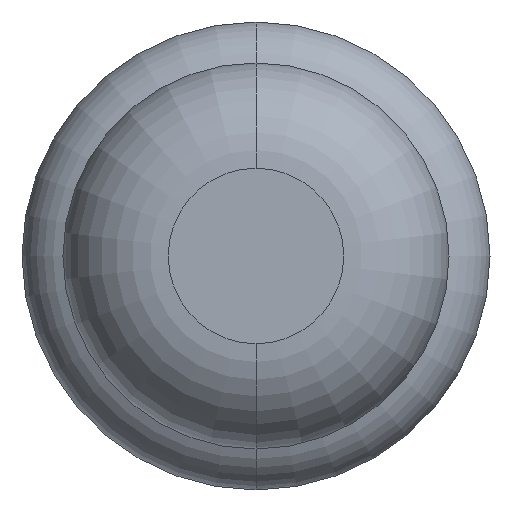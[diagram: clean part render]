
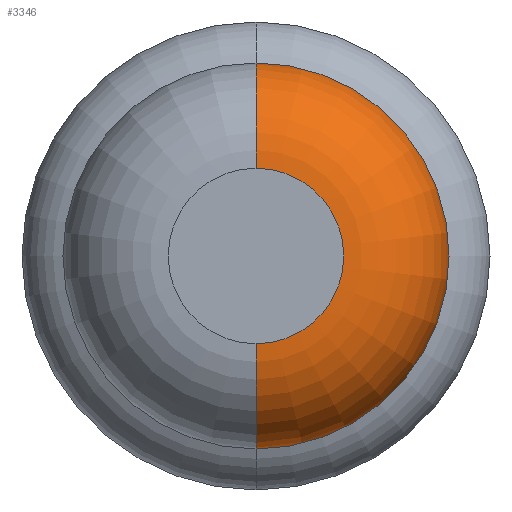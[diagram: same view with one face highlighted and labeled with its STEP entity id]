
A CAD part, front view. The second image highlights one B-rep face of the part: STEP entity #3346.
In plain terms, the highlighted toroidal (fillet/blend) face has major radius 0.375 mm and minor radius 0.45 mm.
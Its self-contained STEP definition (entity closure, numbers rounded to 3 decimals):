
#33 = CIRCLE ( 'NONE', #609, 0.45 ) ;
#104 = EDGE_CURVE ( 'Defeature ausgef�hrt1_12+Defeature ausgef�hrt1_11+Defeature ausgef�hrt1_11+Defeature ausgef�hrt1_11', #3971, #1287, #287, .T. ) ;
#147 = FACE_OUTER_BOUND ( 'NONE', #2100, .T. ) ;
#255 = DIRECTION ( 'NONE',  ( 0., 0., 1. ) ) ;
#287 = CIRCLE ( 'NONE', #2919, 0.825 ) ;
#341 = VERTEX_POINT ( 'NONE', #2488 ) ;
#392 = DIRECTION ( 'NONE',  ( 0., 0., -1. ) ) ;
#456 = VERTEX_POINT ( 'NONE', #1919 ) ;
#530 = EDGE_CURVE ( 'Defeature ausgef�hrt1_11+Defeature ausgef�hrt1_10+Defeature ausgef�hrt1_10+Defeature ausgef�hrt1_10', #456, #341, #4292, .T. ) ;
#551 = CARTESIAN_POINT ( 'NONE',  ( 0., -27.4, 0. ) ) ;
#609 = AXIS2_PLACEMENT_3D ( 'NONE', #698, #1703, #4150 ) ;
#698 = CARTESIAN_POINT ( 'NONE',  ( 0., -26.95, 0.375 ) ) ;
#727 = ORIENTED_EDGE ( 'NONE', *, *, #530, .T. ) ;
#779 = DIRECTION ( 'NONE',  ( 0., 0., 1. ) ) ;
#795 = CARTESIAN_POINT ( 'NONE',  ( 0., -26.95, -0.825 ) ) ;
#854 = AXIS2_PLACEMENT_3D ( 'NONE', #3597, #2908, #779 ) ;
#881 = EDGE_CURVE ( 'NONE', #341, #1287, #1617, .T. ) ;
#1229 = DIRECTION ( 'NONE',  ( 0., 1., 0. ) ) ;
#1240 = ORIENTED_EDGE ( 'NONE', *, *, #881, .T. ) ;
#1266 = DIRECTION ( 'NONE',  ( 0., 1., 0. ) ) ;
#1287 = VERTEX_POINT ( 'NONE', #795 ) ;
#1449 = ORIENTED_EDGE ( 'NONE', *, *, #104, .F. ) ;
#1474 = TOROIDAL_SURFACE ( 'NONE', #854, 0.375, 0.45 ) ;
#1617 = CIRCLE ( 'NONE', #3758, 0.45 ) ;
#1703 = DIRECTION ( 'NONE',  ( -1., 0., 0. ) ) ;
#1829 = CARTESIAN_POINT ( 'NONE',  ( 0., -26.95, -0.375 ) ) ;
#1919 = CARTESIAN_POINT ( 'NONE',  ( 0., -27.4, 0.375 ) ) ;
#1939 = ORIENTED_EDGE ( 'NONE', *, *, #4019, .F. ) ;
#2100 = EDGE_LOOP ( 'NONE', ( #727, #1240, #1449, #1939 ) ) ;
#2488 = CARTESIAN_POINT ( 'NONE',  ( 0., -27.4, -0.375 ) ) ;
#2688 = AXIS2_PLACEMENT_3D ( 'NONE', #551, #1229, #4371 ) ;
#2908 = DIRECTION ( 'NONE',  ( 0., 1., 0. ) ) ;
#2919 = AXIS2_PLACEMENT_3D ( 'NONE', #4419, #1266, #255 ) ;
#3346 = ADVANCED_FACE ( 'Defeature ausgef�hrt1_11', ( #147 ), #1474, .T. ) ;
#3408 = CARTESIAN_POINT ( 'NONE',  ( 0., -26.95, 0.825 ) ) ;
#3597 = CARTESIAN_POINT ( 'NONE',  ( 0., -26.95, 0. ) ) ;
#3758 = AXIS2_PLACEMENT_3D ( 'NONE', #1829, #4257, #392 ) ;
#3971 = VERTEX_POINT ( 'NONE', #3408 ) ;
#4019 = EDGE_CURVE ( 'NONE', #456, #3971, #33, .T. ) ;
#4150 = DIRECTION ( 'NONE',  ( 0., 0., 1. ) ) ;
#4257 = DIRECTION ( 'NONE',  ( 1., 0., 0. ) ) ;
#4292 = CIRCLE ( 'NONE', #2688, 0.375 ) ;
#4371 = DIRECTION ( 'NONE',  ( 0., 0., 1. ) ) ;
#4419 = CARTESIAN_POINT ( 'NONE',  ( 0., -26.95, 0. ) ) ;
